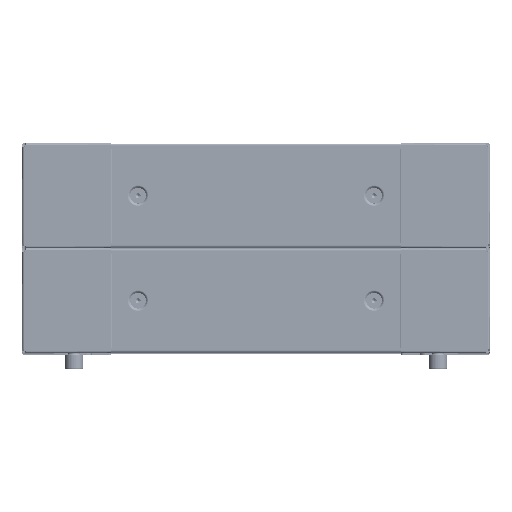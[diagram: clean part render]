
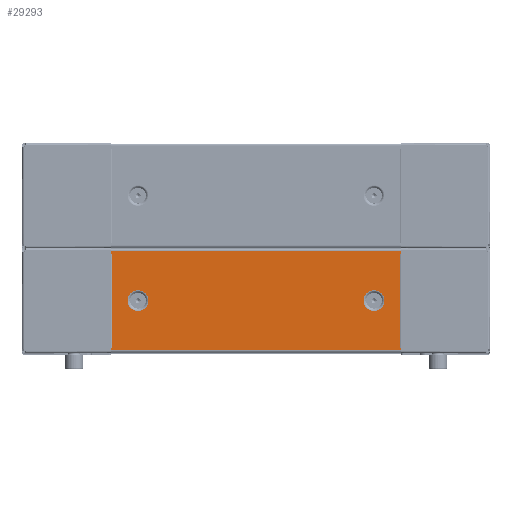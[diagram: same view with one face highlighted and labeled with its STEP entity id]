
A CAD part, top view. The second image highlights one B-rep face of the part: STEP entity #29293.
In plain terms, the highlighted face is planar.
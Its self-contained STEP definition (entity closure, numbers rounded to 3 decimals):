
#56 = AXIS2_PLACEMENT_3D ( 'NONE', #9095, #9101, #9102 ) ;
#1494 = CARTESIAN_POINT ( 'NONE',  ( -113.5, 0., 0. ) ) ;
#1495 = DIRECTION ( 'NONE',  ( 0., 0., 1. ) ) ;
#1496 = DIRECTION ( 'NONE',  ( 1., 0., 0. ) ) ;
#1504 = CARTESIAN_POINT ( 'NONE',  ( -139., 47.9, 0. ) ) ;
#1505 = DIRECTION ( 'NONE',  ( 1., 0., 0. ) ) ;
#1531 = CARTESIAN_POINT ( 'NONE',  ( -139., 48., 0. ) ) ;
#1532 = DIRECTION ( 'NONE',  ( 0., -1., 0. ) ) ;
#1533 = CARTESIAN_POINT ( 'NONE',  ( 139., -47.9, 0. ) ) ;
#1541 = DIRECTION ( 'NONE',  ( -1., 0., 0. ) ) ;
#1636 = CARTESIAN_POINT ( 'NONE',  ( 139., 48., 0. ) ) ;
#1637 = DIRECTION ( 'NONE',  ( 0., 1., 0. ) ) ;
#2028 = CARTESIAN_POINT ( 'NONE',  ( -113.5, 0., 0. ) ) ;
#2030 = DIRECTION ( 'NONE',  ( 0., 0., 1. ) ) ;
#2031 = DIRECTION ( 'NONE',  ( 1., 0., 0. ) ) ;
#2145 = CARTESIAN_POINT ( 'NONE',  ( 113.5, 0., 0. ) ) ;
#2147 = CARTESIAN_POINT ( 'NONE',  ( 113.5, 0., 0. ) ) ;
#2149 = DIRECTION ( 'NONE',  ( 0., 0., -1. ) ) ;
#2150 = DIRECTION ( 'NONE',  ( -1., 0., 0. ) ) ;
#2152 = DIRECTION ( 'NONE',  ( 0., 0., -1. ) ) ;
#2153 = DIRECTION ( 'NONE',  ( -1., 0., 0. ) ) ;
#7286 = EDGE_LOOP ( 'NONE', ( #30029, #30030 ) ) ;
#7484 = EDGE_LOOP ( 'NONE', ( #30024, #30025, #30021, #30022 ) ) ;
#7923 = EDGE_LOOP ( 'NONE', ( #30016, #30018 ) ) ;
#9095 = CARTESIAN_POINT ( 'NONE',  ( -139., -48., 0. ) ) ;
#9100 = PLANE ( 'NONE',  #56 ) ;
#9101 = DIRECTION ( 'NONE',  ( 0., 0., 1. ) ) ;
#9102 = DIRECTION ( 'NONE',  ( 1., 0., 0. ) ) ;
#15033 = FACE_OUTER_BOUND ( 'NONE', #7484, .T. ) ;
#15034 = FACE_BOUND ( 'NONE', #7286, .T. ) ;
#15278 = FACE_BOUND ( 'NONE', #7923, .T. ) ;
#16284 = CARTESIAN_POINT ( 'NONE',  ( 103.5, 0., 0. ) ) ;
#16347 = CARTESIAN_POINT ( 'NONE',  ( -103.5, 0., 0. ) ) ;
#16369 = CARTESIAN_POINT ( 'NONE',  ( -123.5, 0., 0. ) ) ;
#16387 = CARTESIAN_POINT ( 'NONE',  ( 123.5, 0., 0. ) ) ;
#16518 = CARTESIAN_POINT ( 'NONE',  ( 139., 47.9, 0. ) ) ;
#16530 = CARTESIAN_POINT ( 'NONE',  ( -139., 47.9, 0. ) ) ;
#16532 = CARTESIAN_POINT ( 'NONE',  ( -139., -47.9, 0. ) ) ;
#16556 = CARTESIAN_POINT ( 'NONE',  ( 139., -47.9, 0. ) ) ;
#20687 = EDGE_CURVE ( 'NONE', #30357, #30335, #26814, .T. ) ;
#20691 = EDGE_CURVE ( 'NONE', #30518, #30506, #26628, .T. ) ;
#20700 = EDGE_CURVE ( 'NONE', #30518, #30520, #26656, .T. ) ;
#20703 = EDGE_CURVE ( 'NONE', #30544, #30520, #26661, .T. ) ;
#20737 = EDGE_CURVE ( 'NONE', #30544, #30506, #26809, .T. ) ;
#20888 = EDGE_CURVE ( 'NONE', #30335, #30357, #27776, .T. ) ;
#20934 = EDGE_CURVE ( 'NONE', #30375, #30272, #27924, .T. ) ;
#20935 = EDGE_CURVE ( 'NONE', #30272, #30375, #27920, .T. ) ;
#26628 = LINE ( 'NONE', #1504, #26639 ) ;
#26639 = VECTOR ( 'NONE', #1505, 1000. ) ;
#26656 = LINE ( 'NONE', #1531, #26658 ) ;
#26658 = VECTOR ( 'NONE', #1532, 1000. ) ;
#26661 = LINE ( 'NONE', #1533, #26665 ) ;
#26665 = VECTOR ( 'NONE', #1541, 1000. ) ;
#26765 = VECTOR ( 'NONE', #1637, 1000. ) ;
#26809 = LINE ( 'NONE', #1636, #26765 ) ;
#26814 = CIRCLE ( 'NONE', #28195, 10. ) ;
#27776 = CIRCLE ( 'NONE', #28119, 10. ) ;
#27920 = CIRCLE ( 'NONE', #28083, 10. ) ;
#27924 = CIRCLE ( 'NONE', #28087, 10. ) ;
#28083 = AXIS2_PLACEMENT_3D ( 'NONE', #2145, #2152, #2153 ) ;
#28087 = AXIS2_PLACEMENT_3D ( 'NONE', #2147, #2149, #2150 ) ;
#28119 = AXIS2_PLACEMENT_3D ( 'NONE', #2028, #2030, #2031 ) ;
#28195 = AXIS2_PLACEMENT_3D ( 'NONE', #1494, #1495, #1496 ) ;
#29293 = ADVANCED_FACE ( 'NONE', ( #15034, #15033, #15278 ), #9100, .F. ) ;
#30016 = ORIENTED_EDGE ( 'NONE', *, *, #20935, .F. ) ;
#30018 = ORIENTED_EDGE ( 'NONE', *, *, #20934, .F. ) ;
#30021 = ORIENTED_EDGE ( 'NONE', *, *, #20691, .T. ) ;
#30022 = ORIENTED_EDGE ( 'NONE', *, *, #20737, .F. ) ;
#30024 = ORIENTED_EDGE ( 'NONE', *, *, #20703, .T. ) ;
#30025 = ORIENTED_EDGE ( 'NONE', *, *, #20700, .F. ) ;
#30029 = ORIENTED_EDGE ( 'NONE', *, *, #20888, .T. ) ;
#30030 = ORIENTED_EDGE ( 'NONE', *, *, #20687, .T. ) ;
#30272 = VERTEX_POINT ( 'NONE', #16284 ) ;
#30335 = VERTEX_POINT ( 'NONE', #16347 ) ;
#30357 = VERTEX_POINT ( 'NONE', #16369 ) ;
#30375 = VERTEX_POINT ( 'NONE', #16387 ) ;
#30506 = VERTEX_POINT ( 'NONE', #16518 ) ;
#30518 = VERTEX_POINT ( 'NONE', #16530 ) ;
#30520 = VERTEX_POINT ( 'NONE', #16532 ) ;
#30544 = VERTEX_POINT ( 'NONE', #16556 ) ;
